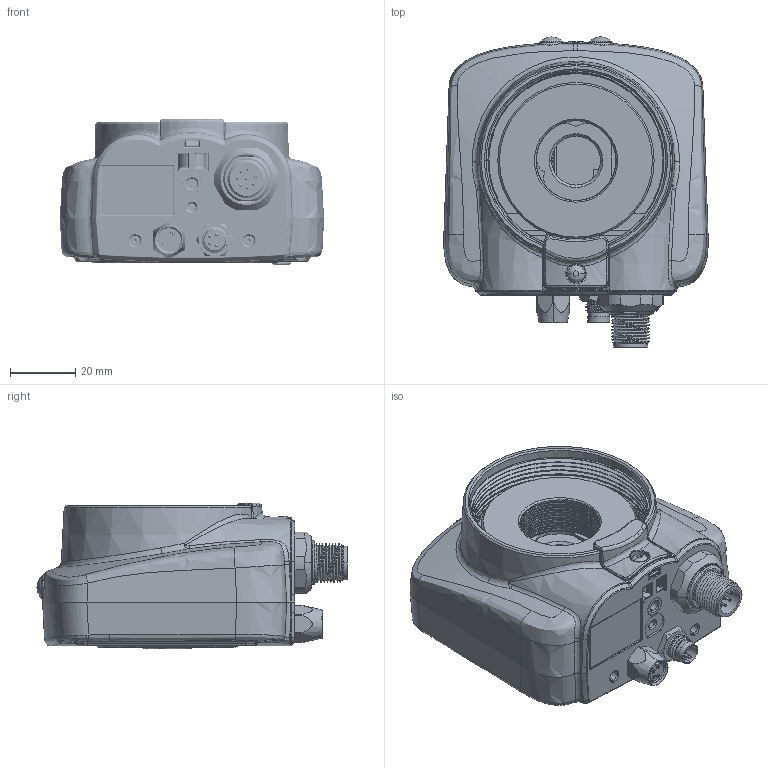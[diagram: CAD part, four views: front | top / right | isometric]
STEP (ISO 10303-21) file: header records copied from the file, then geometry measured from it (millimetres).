
FILE_DESCRIPTION((''),'2;1');
FILE_NAME('159083_SW','2012-04-16T',('banengservice'),('BANNER ENGINEERING'),'PRO/ENGINEER BY PARAMETRIC TECHNOLOGY CORPORATION, 2009141','PRO/ENGINEER BY PARAMETRIC TECHNOLOGY CORPORATION, 2009141','');
FILE_SCHEMA(('CONFIG_CONTROL_DESIGN'));
Products named in the file (1): 159083_SW
Bounding box: 81.19 x 95.25 x 44.68 mm (x, y, z)
Volume: 77120.3 mm3; surface area: 60753.7 mm2
Topology: 5 solids, 5 shells, 3142 faces, 7742 edges, 4638 vertices
Faces by surface type: bspline 1015, cylinder 849, plane 666, cone 256, torus 203, sphere 139, extrusion 12, revolution 2
Entity records: 215359 total; most frequent: CARTESIAN_POINT 149248, ORIENTED_EDGE 15386, DIRECTION 11638, EDGE_CURVE 7693, AXIS2_PLACEMENT_3D 4688, VERTEX_POINT 4638, EDGE_LOOP 3313, FACE_OUTER_BOUND 3142
